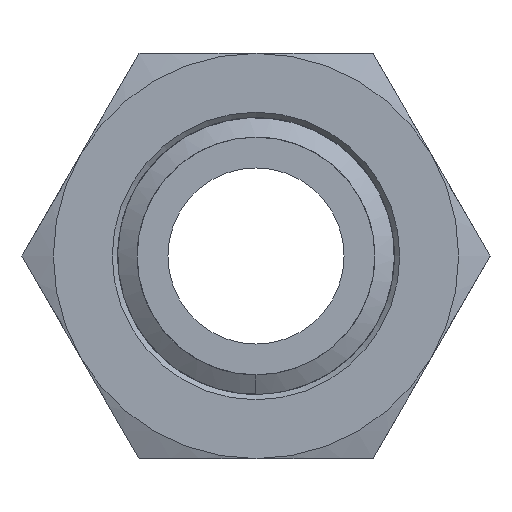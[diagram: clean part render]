
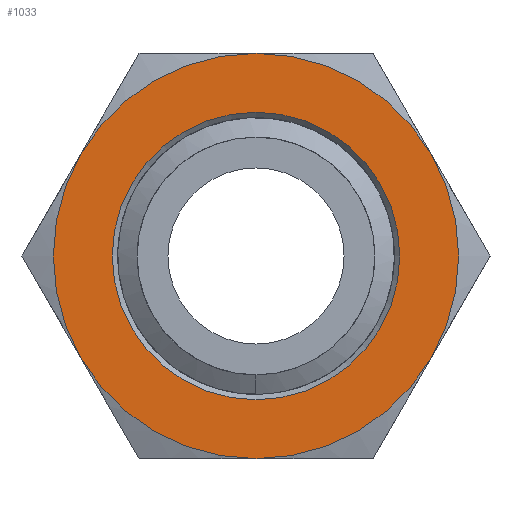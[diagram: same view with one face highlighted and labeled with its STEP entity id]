
A CAD part, front view. The second image highlights one B-rep face of the part: STEP entity #1033.
In plain terms, the highlighted planar face has unit normal (0, -1, 0).
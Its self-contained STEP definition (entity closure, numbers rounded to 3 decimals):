
#35=FACE_BOUND('',#244,.T.);
#55=PLANE('',#1201);
#176=FACE_OUTER_BOUND('',#243,.T.);
#243=EDGE_LOOP('',(#935,#936,#937,#938,#939,#940));
#244=EDGE_LOOP('',(#941));
#295=CIRCLE('',#1168,3.378);
#297=CIRCLE('',#1172,4.763);
#298=CIRCLE('',#1175,4.763);
#299=CIRCLE('',#1177,4.763);
#300=CIRCLE('',#1179,4.763);
#301=CIRCLE('',#1181,4.763);
#307=CIRCLE('',#1200,4.763);
#477=VERTEX_POINT('',#3399);
#481=VERTEX_POINT('',#3414);
#482=VERTEX_POINT('',#3415);
#486=VERTEX_POINT('',#3466);
#488=VERTEX_POINT('',#3479);
#490=VERTEX_POINT('',#3489);
#492=VERTEX_POINT('',#3499);
#605=EDGE_CURVE('',#477,#477,#295,.T.);
#609=EDGE_CURVE('',#481,#482,#297,.T.);
#617=EDGE_CURVE('',#486,#481,#298,.T.);
#619=EDGE_CURVE('',#488,#486,#299,.T.);
#622=EDGE_CURVE('',#490,#488,#300,.T.);
#625=EDGE_CURVE('',#492,#490,#301,.T.);
#650=EDGE_CURVE('',#482,#492,#307,.T.);
#935=ORIENTED_EDGE('',*,*,#650,.T.);
#936=ORIENTED_EDGE('',*,*,#625,.T.);
#937=ORIENTED_EDGE('',*,*,#622,.T.);
#938=ORIENTED_EDGE('',*,*,#619,.T.);
#939=ORIENTED_EDGE('',*,*,#617,.T.);
#940=ORIENTED_EDGE('',*,*,#609,.T.);
#941=ORIENTED_EDGE('',*,*,#605,.T.);
#1033=ADVANCED_FACE('',(#176,#35),#55,.T.);
#1168=AXIS2_PLACEMENT_3D('',#3401,#1360,#1361);
#1172=AXIS2_PLACEMENT_3D('',#3416,#1368,#1369);
#1175=AXIS2_PLACEMENT_3D('',#3473,#1376,#1377);
#1177=AXIS2_PLACEMENT_3D('',#3480,#1380,#1381);
#1179=AXIS2_PLACEMENT_3D('',#3490,#1384,#1385);
#1181=AXIS2_PLACEMENT_3D('',#3500,#1388,#1389);
#1200=AXIS2_PLACEMENT_3D('',#3574,#1432,#1433);
#1201=AXIS2_PLACEMENT_3D('',#3575,#1434,#1435);
#1360=DIRECTION('center_axis',(0.,1.,0.));
#1361=DIRECTION('ref_axis',(1.,0.,0.));
#1368=DIRECTION('center_axis',(0.,-1.,0.));
#1369=DIRECTION('ref_axis',(1.,0.,0.));
#1376=DIRECTION('center_axis',(0.,-1.,0.));
#1377=DIRECTION('ref_axis',(1.,0.,0.));
#1380=DIRECTION('center_axis',(0.,-1.,0.));
#1381=DIRECTION('ref_axis',(1.,0.,0.));
#1384=DIRECTION('center_axis',(0.,-1.,0.));
#1385=DIRECTION('ref_axis',(1.,0.,0.));
#1388=DIRECTION('center_axis',(0.,-1.,0.));
#1389=DIRECTION('ref_axis',(1.,0.,0.));
#1432=DIRECTION('center_axis',(0.,-1.,0.));
#1433=DIRECTION('ref_axis',(1.,0.,0.));
#1434=DIRECTION('center_axis',(0.,-1.,0.));
#1435=DIRECTION('ref_axis',(-1.,0.,0.));
#3399=CARTESIAN_POINT('',(0.,-0.254,3.378));
#3401=CARTESIAN_POINT('Origin',(0.,-0.254,0.));
#3414=CARTESIAN_POINT('',(4.124,-0.254,-2.381));
#3415=CARTESIAN_POINT('',(4.124,-0.254,2.381));
#3416=CARTESIAN_POINT('Origin',(0.,-0.254,
0.));
#3466=CARTESIAN_POINT('',(0.,-0.254,-4.763));
#3473=CARTESIAN_POINT('Origin',(0.,-0.254,
0.));
#3479=CARTESIAN_POINT('',(-4.124,-0.254,-2.381));
#3480=CARTESIAN_POINT('Origin',(0.,-0.254,
0.));
#3489=CARTESIAN_POINT('',(-4.124,-0.254,2.381));
#3490=CARTESIAN_POINT('Origin',(0.,-0.254,
0.));
#3499=CARTESIAN_POINT('',(0.,-0.254,4.763));
#3500=CARTESIAN_POINT('Origin',(0.,-0.254,
0.));
#3574=CARTESIAN_POINT('Origin',(0.,-0.254,
0.));
#3575=CARTESIAN_POINT('Origin',(3.175,-0.254,0.));
